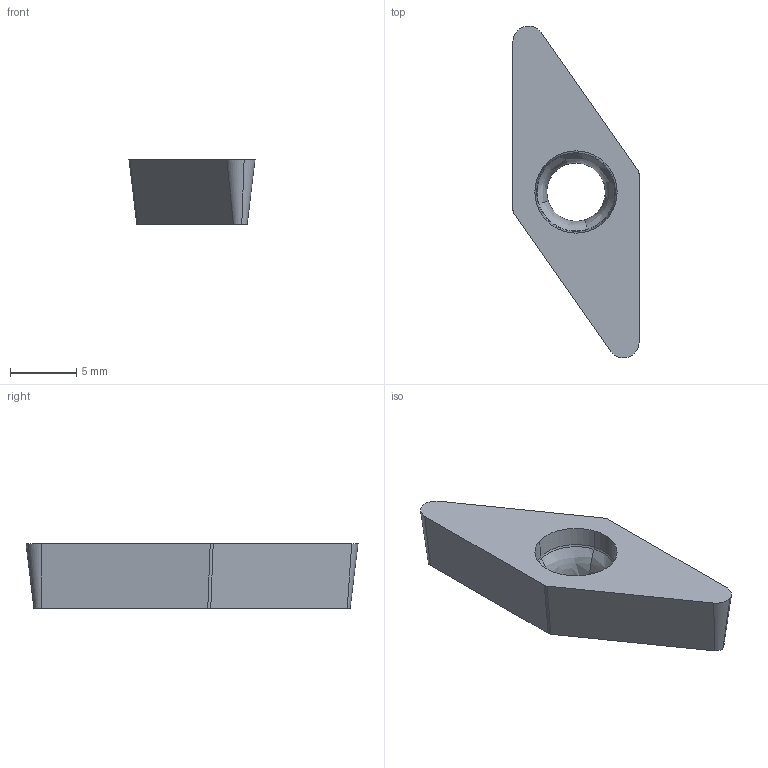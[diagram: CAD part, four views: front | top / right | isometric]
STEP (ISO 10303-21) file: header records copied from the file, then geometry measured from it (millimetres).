
FILE_DESCRIPTION(/* description */ (''),/* implementation_level */ '2;1');
FILE_NAME(/* name */ 'aaa339236_a.stp',/* time_stamp */ '2019-09-24T13:37:14+02:00',/* author */ (''),/* organization */ ('SMS'),/* preprocessor_version */ 'ST-DEVELOPER v16.7',/* originating_system */ 'SIEMENS PLM Software NX 12.0',/* authorisation */ '');
FILE_SCHEMA (('AUTOMOTIVE_DESIGN { 1 0 10303 214 3 1 1 1 }'));
Length unit declared in the file: millimetre
Products named in the file (1): AAA339236_A
Bounding box: 9.53 x 25.09 x 4.84 mm (x, y, z)
Volume: 554.6 mm3; surface area: 579.7 mm2
Topology: 1 solids, 1 shells, 28 faces, 67 edges, 43 vertices
Faces by surface type: bspline 16, plane 6, revolution 4, cylinder 2
Entity records: 3430 total; most frequent: CARTESIAN_POINT 2841, ORIENTED_EDGE 132, EDGE_CURVE 66, DIRECTION 66, B_SPLINE_CURVE_WITH_KNOTS 43, VERTEX_POINT 40, EDGE_LOOP 30, ADVANCED_FACE 28
